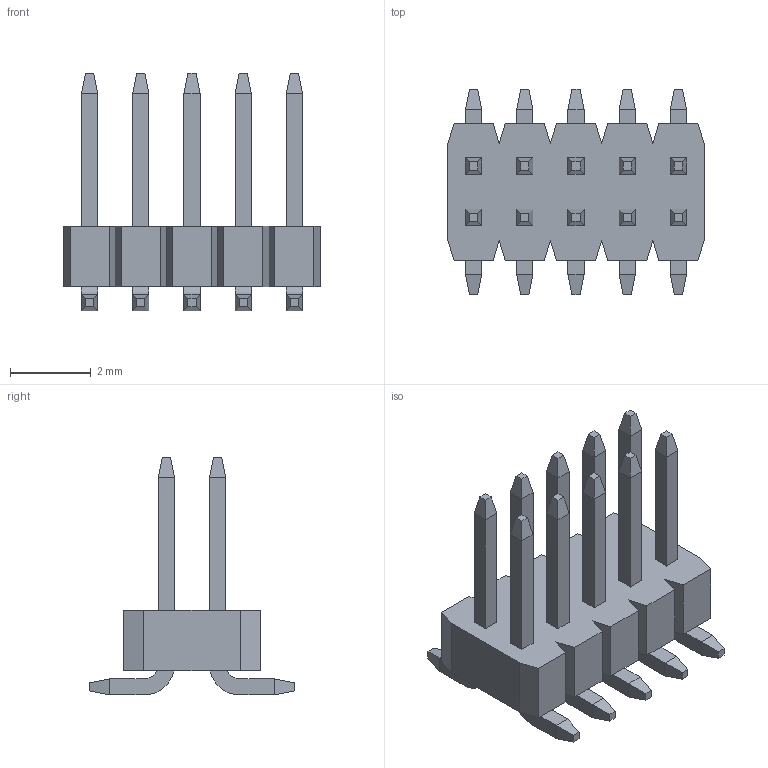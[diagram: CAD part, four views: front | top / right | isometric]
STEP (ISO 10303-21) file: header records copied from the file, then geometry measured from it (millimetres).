
FILE_DESCRIPTION( ( 'Unknown' ), '1' );
FILE_NAME( '62101021021.stp', 'Unknown', ( 'Unknown' ), ( 'Unknown' ), 'PSStep 14.0', 'Unknown', ' ' );
FILE_SCHEMA( ( 'AUTOMOTIVE_DESIGN { 1 0 10303 214 1 1 1 1 }' ) );
Length unit declared in the file: millimetre
Products named in the file (3): Assem1; 6210xx21021_PIN; 10
Assembly tree (11 placements, depth 2):
  Assem1
    6210xx21021_PIN  x10
    10
Bounding box: 6.35 x 5.1 x 5.9 mm (x, y, z)
Volume: 40 mm3; surface area: 215 mm2
Topology: 11 solids, 11 shells, 254 faces, 616 edges, 384 vertices
Faces by surface type: plane 234, cylinder 20
Entity records: 3782 total; most frequent: CARTESIAN_POINT 528, ORIENTED_EDGE 512, DIRECTION 468, EDGE_CURVE 256, LINE 252, VECTOR 252, VERTEX_POINT 168, EDGE_LOOP 112
